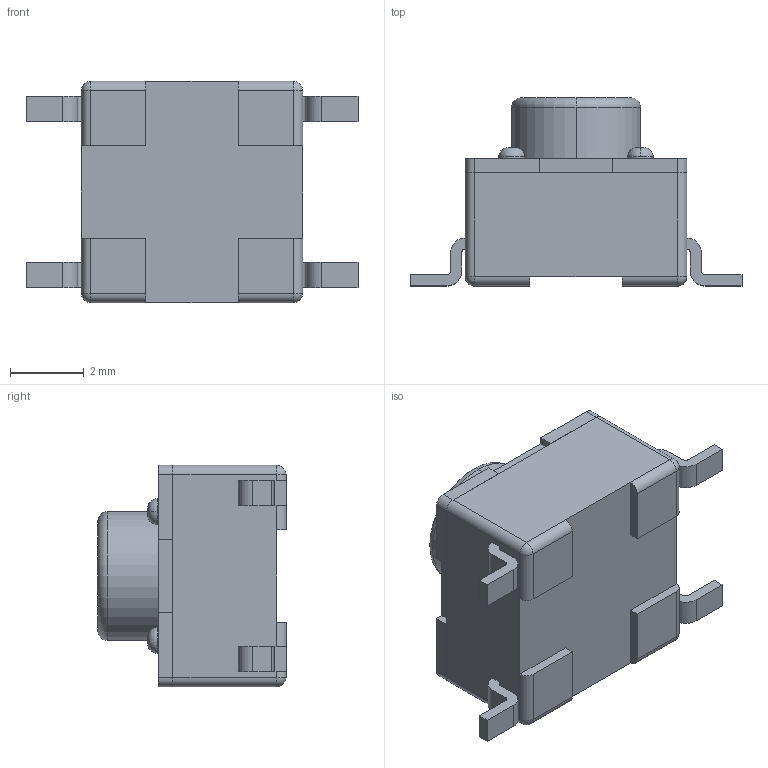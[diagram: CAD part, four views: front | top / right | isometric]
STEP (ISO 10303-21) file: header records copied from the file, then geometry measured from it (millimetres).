
FILE_DESCRIPTION (( 'STEP AP214' ), '1' );
FILE_NAME ('PTS645SK50SMTR92LFS.STEP', '2019-08-28T22:03:54', ( '' ), ( '' ), 'SwSTEP 2.0', 'SolidWorks 2017', '' );
FILE_SCHEMA (( 'AUTOMOTIVE_DESIGN' ));
Length unit declared in the file: millimetre
Products named in the file (1): PTS645SK50SMTR92LFS
Bounding box: 9 x 5.1 x 6 mm (x, y, z)
Volume: 134.9 mm3; surface area: 270.2 mm2
Topology: 11 solids, 11 shells, 140 faces, 328 edges, 206 vertices
Faces by surface type: plane 82, cylinder 44, torus 10, sphere 4
Entity records: 4282 total; most frequent: DIRECTION 714, CARTESIAN_POINT 671, ORIENTED_EDGE 648, EDGE_CURVE 324, AXIS2_PLACEMENT_3D 249, VECTOR 216, LINE 216, VERTEX_POINT 206
